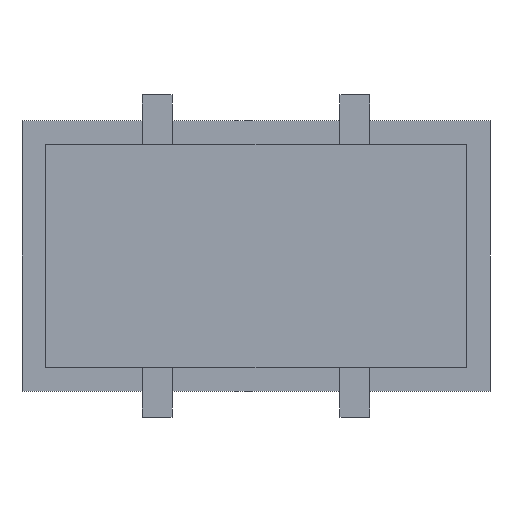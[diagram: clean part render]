
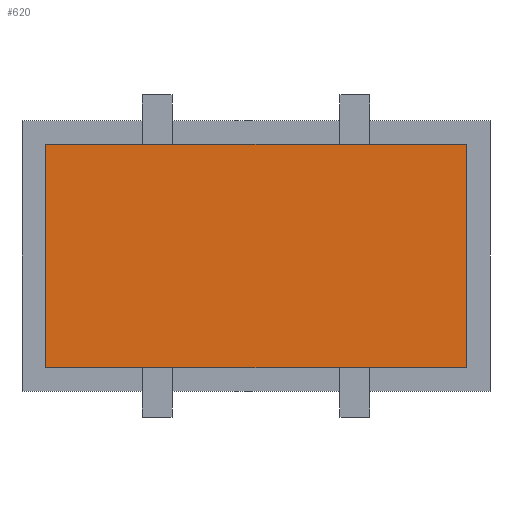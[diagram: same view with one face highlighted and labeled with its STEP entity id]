
A CAD part, left-side view. The second image highlights one B-rep face of the part: STEP entity #620.
In plain terms, the highlighted planar face has unit normal (-1, 0, 0).
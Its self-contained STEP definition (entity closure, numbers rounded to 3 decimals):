
#52=ORIENTED_EDGE('',*,*,#203,.F.);
#53=ORIENTED_EDGE('',*,*,#215,.F.);
#54=ORIENTED_EDGE('',*,*,#193,.T.);
#55=ORIENTED_EDGE('',*,*,#212,.T.);
#193=EDGE_CURVE('',#278,#276,#333,.T.);
#203=EDGE_CURVE('',#287,#284,#343,.T.);
#212=EDGE_CURVE('',#276,#284,#352,.T.);
#215=EDGE_CURVE('',#278,#287,#355,.T.);
#276=VERTEX_POINT('',#870);
#278=VERTEX_POINT('',#873);
#284=VERTEX_POINT('',#887);
#287=VERTEX_POINT('',#892);
#333=LINE('',#872,#417);
#343=LINE('',#893,#427);
#352=LINE('',#911,#436);
#355=LINE('',#915,#439);
#417=VECTOR('',#710,1000.);
#427=VECTOR('',#722,1000.);
#436=VECTOR('',#733,1000.);
#439=VECTOR('',#738,1000.);
#504=EDGE_LOOP('',(#52,#53,#54,#55));
#546=FACE_BOUND('',#504,.T.);
#584=PLANE('',#669);
#620=ADVANCED_FACE('',(#546),#584,.T.);
#669=AXIS2_PLACEMENT_3D('',#916,#739,#740);
#710=DIRECTION('',(0.,-1.,0.));
#722=DIRECTION('',(0.,-1.,0.));
#733=DIRECTION('',(0.,0.,1.));
#738=DIRECTION('',(0.,0.,1.));
#739=DIRECTION('',(-1.,0.,0.));
#740=DIRECTION('',(0.,0.,1.));
#870=CARTESIAN_POINT('',(-25.,-106.5,-113.));
#872=CARTESIAN_POINT('',(-25.,106.5,-113.));
#873=CARTESIAN_POINT('',(-25.,106.5,-113.));
#887=CARTESIAN_POINT('',(-25.,-106.5,0.));
#892=CARTESIAN_POINT('',(-25.,106.5,0.));
#893=CARTESIAN_POINT('',(-25.,106.5,0.));
#911=CARTESIAN_POINT('',(-25.,-106.5,-113.));
#915=CARTESIAN_POINT('',(-25.,106.5,-113.));
#916=CARTESIAN_POINT('',(-25.,106.5,-113.));
